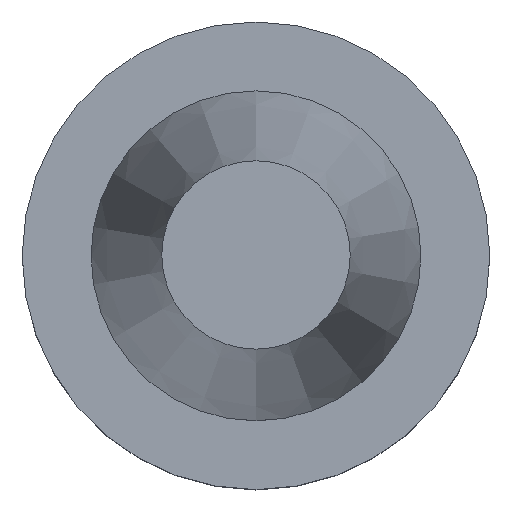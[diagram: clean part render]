
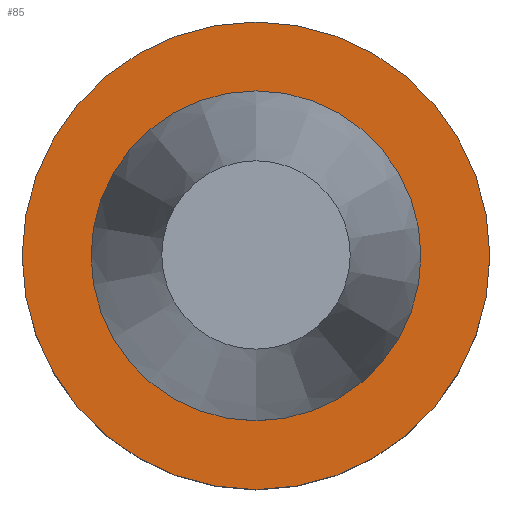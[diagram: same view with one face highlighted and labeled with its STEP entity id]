
A CAD part, top view. The second image highlights one B-rep face of the part: STEP entity #85.
In plain terms, the highlighted planar face has unit normal (0, 0, 1).
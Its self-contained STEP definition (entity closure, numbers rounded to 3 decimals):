
#85=ADVANCED_FACE('',(#117,#118),#119,.T.);
#117=FACE_BOUND('',#154,.T.);
#118=FACE_OUTER_BOUND('',#155,.T.);
#119=PLANE('',#156);
#154=EDGE_LOOP('',(#211));
#155=EDGE_LOOP('',(#212));
#156=AXIS2_PLACEMENT_3D('',#213,#214,#215);
#211=ORIENTED_EDGE('',*,*,#236,.F.);
#212=ORIENTED_EDGE('',*,*,#235,.T.);
#213=CARTESIAN_POINT('',(0.,26.863,-1.));
#214=DIRECTION('',(0.,0.,1.0));
#215=DIRECTION('',(0.,1.0,0.));
#235=EDGE_CURVE('',#256,#256,#257,.T.);
#236=EDGE_CURVE('',#258,#258,#259,.T.);
#256=VERTEX_POINT('',#280);
#257=CIRCLE('',#281,31.5);
#258=VERTEX_POINT('',#282);
#259=CIRCLE('',#283,22.225);
#280=CARTESIAN_POINT('',(0.,31.5,-1.));
#281=AXIS2_PLACEMENT_3D('',#313,#314,#315);
#282=CARTESIAN_POINT('',(0.,22.225,-1.));
#283=AXIS2_PLACEMENT_3D('',#316,#317,#318);
#313=CARTESIAN_POINT('',(0.,0.,-1.0));
#314=DIRECTION('',(0.,0.,1.0));
#315=DIRECTION('',(0.,1.0,0.));
#316=CARTESIAN_POINT('',(0.,0.,-1.0));
#317=DIRECTION('',(0.,0.,1.0));
#318=DIRECTION('',(0.,1.0,0.));
